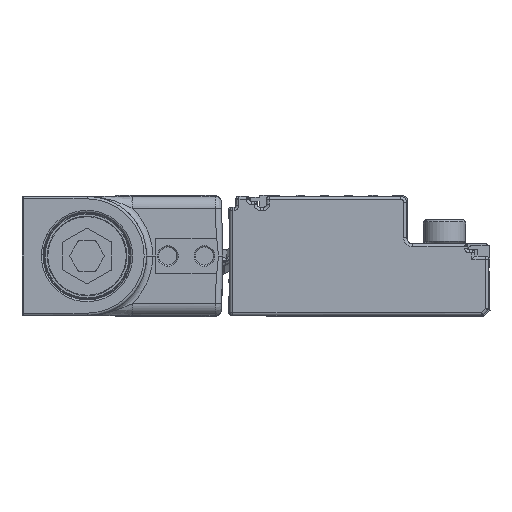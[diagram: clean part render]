
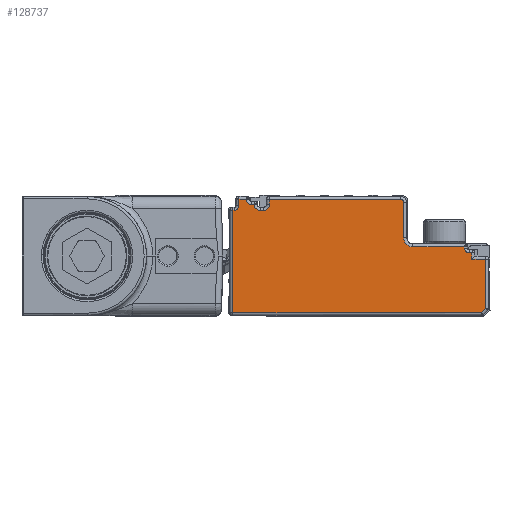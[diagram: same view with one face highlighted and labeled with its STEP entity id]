
A CAD part, left-side view. The second image highlights one B-rep face of the part: STEP entity #128737.
In plain terms, the highlighted planar face has unit normal (-1, 0, 0).
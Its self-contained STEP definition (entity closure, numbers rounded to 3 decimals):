
#128571=AXIS2_PLACEMENT_3D('Plane Axis2P3D',#128568,#128569,#128570) ;
#128591=AXIS2_PLACEMENT_3D('Circle Axis2P3D',#128589,#128590,$) ;
#128612=AXIS2_PLACEMENT_3D('Circle Axis2P3D',#128610,#128611,$) ;
#128626=AXIS2_PLACEMENT_3D('Circle Axis2P3D',#128624,#128625,$) ;
#128647=AXIS2_PLACEMENT_3D('Circle Axis2P3D',#128645,#128646,$) ;
#128661=AXIS2_PLACEMENT_3D('Circle Axis2P3D',#128659,#128660,$) ;
#128675=AXIS2_PLACEMENT_3D('Circle Axis2P3D',#128673,#128674,$) ;
#128696=AXIS2_PLACEMENT_3D('Circle Axis2P3D',#128694,#128695,$) ;
#127270=CARTESIAN_POINT('Vertex',(-178.,0.7,1.5)) ;
#127273=CARTESIAN_POINT('Line Origine',(-178.,0.7,2.)) ;
#127277=CARTESIAN_POINT('Vertex',(-178.,0.7,-6.593)) ;
#127339=CARTESIAN_POINT('Line Origine',(-178.,-1.246,-4.646)) ;
#127343=CARTESIAN_POINT('Vertex',(-178.,1.407,-7.3)) ;
#127381=CARTESIAN_POINT('Line Origine',(-178.,23.168,-7.3)) ;
#127385=CARTESIAN_POINT('Vertex',(-178.,42.3,-7.3)) ;
#127421=CARTESIAN_POINT('Line Origine',(-178.,42.3,2.)) ;
#127425=CARTESIAN_POINT('Vertex',(-178.,42.3,9.5)) ;
#128568=CARTESIAN_POINT('Axis2P3D Location',(-178.,0.2,-7.8)) ;
#128573=CARTESIAN_POINT('Line Origine',(-178.,3.,2.)) ;
#128577=CARTESIAN_POINT('Vertex',(-178.,3.,1.5)) ;
#128579=CARTESIAN_POINT('Vertex',(-178.,3.,2.5)) ;
#128582=CARTESIAN_POINT('Line Origine',(-178.,3.2,2.5)) ;
#128586=CARTESIAN_POINT('Vertex',(-178.,3.4,2.5)) ;
#128589=CARTESIAN_POINT('Axis2P3D Location',(-178.,3.4,3.3)) ;
#128593=CARTESIAN_POINT('Vertex',(-178.,4.2,3.3)) ;
#128596=CARTESIAN_POINT('Line Origine',(-178.,4.2,3.4)) ;
#128600=CARTESIAN_POINT('Vertex',(-178.,4.2,3.5)) ;
#128603=CARTESIAN_POINT('Line Origine',(-178.,8.45,3.5)) ;
#128607=CARTESIAN_POINT('Vertex',(-178.,12.7,3.5)) ;
#128610=CARTESIAN_POINT('Axis2P3D Location',(-178.,12.7,5.)) ;
#128614=CARTESIAN_POINT('Vertex',(-178.,14.2,5.)) ;
#128617=CARTESIAN_POINT('Line Origine',(-178.,14.2,7.9)) ;
#128621=CARTESIAN_POINT('Vertex',(-178.,14.2,10.8)) ;
#128624=CARTESIAN_POINT('Axis2P3D Location',(-178.,14.7,10.8)) ;
#128628=CARTESIAN_POINT('Vertex',(-178.,14.7,11.3)) ;
#128631=CARTESIAN_POINT('Line Origine',(-178.,25.5,11.3)) ;
#128635=CARTESIAN_POINT('Vertex',(-178.,36.3,11.3)) ;
#128638=CARTESIAN_POINT('Line Origine',(-178.,36.3,10.9)) ;
#128642=CARTESIAN_POINT('Vertex',(-178.,36.3,10.5)) ;
#128645=CARTESIAN_POINT('Axis2P3D Location',(-178.,37.3,10.5)) ;
#128649=CARTESIAN_POINT('Vertex',(-178.,37.3,9.5)) ;
#128652=CARTESIAN_POINT('Line Origine',(-178.,37.55,9.5)) ;
#128656=CARTESIAN_POINT('Vertex',(-178.,37.8,9.5)) ;
#128659=CARTESIAN_POINT('Axis2P3D Location',(-178.,37.8,10.5)) ;
#128663=CARTESIAN_POINT('Vertex',(-178.,38.8,10.5)) ;
#128666=CARTESIAN_POINT('Line Origine',(-178.,39.05,10.5)) ;
#128670=CARTESIAN_POINT('Vertex',(-178.,39.3,10.5)) ;
#128673=CARTESIAN_POINT('Axis2P3D Location',(-178.,39.3,11.3)) ;
#128677=CARTESIAN_POINT('Vertex',(-178.,40.1,11.3)) ;
#128680=CARTESIAN_POINT('Line Origine',(-178.,40.7,11.3)) ;
#128684=CARTESIAN_POINT('Vertex',(-178.,41.3,11.3)) ;
#128687=CARTESIAN_POINT('Line Origine',(-178.,41.3,10.8)) ;
#128691=CARTESIAN_POINT('Vertex',(-178.,41.3,10.3)) ;
#128694=CARTESIAN_POINT('Axis2P3D Location',(-178.,42.1,10.3)) ;
#128698=CARTESIAN_POINT('Vertex',(-178.,42.1,9.5)) ;
#128701=CARTESIAN_POINT('Line Origine',(-178.,42.2,9.5)) ;
#128706=CARTESIAN_POINT('Line Origine',(-178.,1.85,1.5)) ;
#127274=DIRECTION('Vector Direction',(0.,0.,-1.)) ;
#127340=DIRECTION('Vector Direction',(0.,0.707,-0.707)) ;
#127382=DIRECTION('Vector Direction',(0.,1.,0.)) ;
#127422=DIRECTION('Vector Direction',(0.,0.,1.)) ;
#128569=DIRECTION('Axis2P3D Direction',(-1.,0.,0.)) ;
#128570=DIRECTION('Axis2P3D XDirection',(0.,0.,1.)) ;
#128574=DIRECTION('Vector Direction',(0.,0.,1.)) ;
#128583=DIRECTION('Vector Direction',(0.,1.,0.)) ;
#128590=DIRECTION('Axis2P3D Direction',(-1.,0.,0.)) ;
#128597=DIRECTION('Vector Direction',(0.,0.,-1.)) ;
#128604=DIRECTION('Vector Direction',(0.,1.,0.)) ;
#128611=DIRECTION('Axis2P3D Direction',(-1.,0.,0.)) ;
#128618=DIRECTION('Vector Direction',(0.,0.,1.)) ;
#128625=DIRECTION('Axis2P3D Direction',(-1.,0.,0.)) ;
#128632=DIRECTION('Vector Direction',(0.,1.,0.)) ;
#128639=DIRECTION('Vector Direction',(0.,0.,-1.)) ;
#128646=DIRECTION('Axis2P3D Direction',(-1.,0.,0.)) ;
#128653=DIRECTION('Vector Direction',(0.,1.,0.)) ;
#128660=DIRECTION('Axis2P3D Direction',(-1.,0.,0.)) ;
#128667=DIRECTION('Vector Direction',(0.,-1.,0.)) ;
#128674=DIRECTION('Axis2P3D Direction',(-1.,0.,0.)) ;
#128681=DIRECTION('Vector Direction',(0.,1.,0.)) ;
#128688=DIRECTION('Vector Direction',(0.,0.,-1.)) ;
#128695=DIRECTION('Axis2P3D Direction',(-1.,0.,0.)) ;
#128702=DIRECTION('Vector Direction',(0.,1.,0.)) ;
#128707=DIRECTION('Vector Direction',(0.,1.,0.)) ;
#127275=VECTOR('Line Direction',#127274,1.) ;
#127341=VECTOR('Line Direction',#127340,1.) ;
#127383=VECTOR('Line Direction',#127382,1.) ;
#127423=VECTOR('Line Direction',#127422,1.) ;
#128575=VECTOR('Line Direction',#128574,1.) ;
#128584=VECTOR('Line Direction',#128583,1.) ;
#128598=VECTOR('Line Direction',#128597,1.) ;
#128605=VECTOR('Line Direction',#128604,1.) ;
#128619=VECTOR('Line Direction',#128618,1.) ;
#128633=VECTOR('Line Direction',#128632,1.) ;
#128640=VECTOR('Line Direction',#128639,1.) ;
#128654=VECTOR('Line Direction',#128653,1.) ;
#128668=VECTOR('Line Direction',#128667,1.) ;
#128682=VECTOR('Line Direction',#128681,1.) ;
#128689=VECTOR('Line Direction',#128688,1.) ;
#128703=VECTOR('Line Direction',#128702,1.) ;
#128708=VECTOR('Line Direction',#128707,1.) ;
#128712=ORIENTED_EDGE('',*,*,#128581,.T.) ;
#128713=ORIENTED_EDGE('',*,*,#128588,.T.) ;
#128714=ORIENTED_EDGE('',*,*,#128595,.T.) ;
#128715=ORIENTED_EDGE('',*,*,#128602,.T.) ;
#128716=ORIENTED_EDGE('',*,*,#128609,.T.) ;
#128717=ORIENTED_EDGE('',*,*,#128616,.T.) ;
#128718=ORIENTED_EDGE('',*,*,#128623,.T.) ;
#128719=ORIENTED_EDGE('',*,*,#128630,.T.) ;
#128720=ORIENTED_EDGE('',*,*,#128637,.T.) ;
#128721=ORIENTED_EDGE('',*,*,#128644,.T.) ;
#128722=ORIENTED_EDGE('',*,*,#128651,.T.) ;
#128723=ORIENTED_EDGE('',*,*,#128658,.T.) ;
#128724=ORIENTED_EDGE('',*,*,#128665,.T.) ;
#128725=ORIENTED_EDGE('',*,*,#128672,.T.) ;
#128726=ORIENTED_EDGE('',*,*,#128679,.T.) ;
#128727=ORIENTED_EDGE('',*,*,#128686,.T.) ;
#128728=ORIENTED_EDGE('',*,*,#128693,.T.) ;
#128729=ORIENTED_EDGE('',*,*,#128700,.T.) ;
#128730=ORIENTED_EDGE('',*,*,#128705,.T.) ;
#128731=ORIENTED_EDGE('',*,*,#127427,.T.) ;
#128732=ORIENTED_EDGE('',*,*,#127387,.T.) ;
#128733=ORIENTED_EDGE('',*,*,#127345,.T.) ;
#128734=ORIENTED_EDGE('',*,*,#127279,.T.) ;
#128735=ORIENTED_EDGE('',*,*,#128710,.T.) ;
#128737=ADVANCED_FACE('\X2\FF8AFF9FFF70FF82\X0\ \X2\FF8EFF9EFF83FF9EFF68FF70\X0\',(#128736),#128572,.T.) ;
#128592=CIRCLE('generated circle',#128591,0.8) ;
#128613=CIRCLE('generated circle',#128612,1.5) ;
#128627=CIRCLE('generated circle',#128626,0.5) ;
#128648=CIRCLE('generated circle',#128647,1.) ;
#128662=CIRCLE('generated circle',#128661,1.) ;
#128676=CIRCLE('generated circle',#128675,0.8) ;
#128697=CIRCLE('generated circle',#128696,0.8) ;
#127279=EDGE_CURVE('',#127278,#127271,#127276,.F.) ;
#127345=EDGE_CURVE('',#127344,#127278,#127342,.F.) ;
#127387=EDGE_CURVE('',#127386,#127344,#127384,.F.) ;
#127427=EDGE_CURVE('',#127426,#127386,#127424,.F.) ;
#128581=EDGE_CURVE('',#128578,#128580,#128576,.T.) ;
#128588=EDGE_CURVE('',#128580,#128587,#128585,.T.) ;
#128595=EDGE_CURVE('',#128587,#128594,#128592,.F.) ;
#128602=EDGE_CURVE('',#128594,#128601,#128599,.F.) ;
#128609=EDGE_CURVE('',#128601,#128608,#128606,.T.) ;
#128616=EDGE_CURVE('',#128608,#128615,#128613,.F.) ;
#128623=EDGE_CURVE('',#128615,#128622,#128620,.T.) ;
#128630=EDGE_CURVE('',#128622,#128629,#128627,.T.) ;
#128637=EDGE_CURVE('',#128629,#128636,#128634,.T.) ;
#128644=EDGE_CURVE('',#128636,#128643,#128641,.T.) ;
#128651=EDGE_CURVE('',#128643,#128650,#128648,.F.) ;
#128658=EDGE_CURVE('',#128650,#128657,#128655,.T.) ;
#128665=EDGE_CURVE('',#128657,#128664,#128662,.F.) ;
#128672=EDGE_CURVE('',#128664,#128671,#128669,.F.) ;
#128679=EDGE_CURVE('',#128671,#128678,#128676,.F.) ;
#128686=EDGE_CURVE('',#128678,#128685,#128683,.T.) ;
#128693=EDGE_CURVE('',#128685,#128692,#128690,.T.) ;
#128700=EDGE_CURVE('',#128692,#128699,#128697,.F.) ;
#128705=EDGE_CURVE('',#128699,#127426,#128704,.T.) ;
#128710=EDGE_CURVE('',#127271,#128578,#128709,.T.) ;
#128711=EDGE_LOOP('',(#128712,#128713,#128714,#128715,#128716,#128717,#128718,#128719,#128720,#128721,#128722,#128723,#128724,#128725,#128726,#128727,#128728,#128729,#128730,#128731,#128732,#128733,#128734,#128735)) ;
#128736=FACE_OUTER_BOUND('',#128711,.T.) ;
#127276=LINE('Line',#127273,#127275) ;
#127342=LINE('Line',#127339,#127341) ;
#127384=LINE('Line',#127381,#127383) ;
#127424=LINE('Line',#127421,#127423) ;
#128576=LINE('Line',#128573,#128575) ;
#128585=LINE('Line',#128582,#128584) ;
#128599=LINE('Line',#128596,#128598) ;
#128606=LINE('Line',#128603,#128605) ;
#128620=LINE('Line',#128617,#128619) ;
#128634=LINE('Line',#128631,#128633) ;
#128641=LINE('Line',#128638,#128640) ;
#128655=LINE('Line',#128652,#128654) ;
#128669=LINE('Line',#128666,#128668) ;
#128683=LINE('Line',#128680,#128682) ;
#128690=LINE('Line',#128687,#128689) ;
#128704=LINE('Line',#128701,#128703) ;
#128709=LINE('Line',#128706,#128708) ;
#128572=PLANE('',#128571) ;
#127271=VERTEX_POINT('',#127270) ;
#127278=VERTEX_POINT('',#127277) ;
#127344=VERTEX_POINT('',#127343) ;
#127386=VERTEX_POINT('',#127385) ;
#127426=VERTEX_POINT('',#127425) ;
#128578=VERTEX_POINT('',#128577) ;
#128580=VERTEX_POINT('',#128579) ;
#128587=VERTEX_POINT('',#128586) ;
#128594=VERTEX_POINT('',#128593) ;
#128601=VERTEX_POINT('',#128600) ;
#128608=VERTEX_POINT('',#128607) ;
#128615=VERTEX_POINT('',#128614) ;
#128622=VERTEX_POINT('',#128621) ;
#128629=VERTEX_POINT('',#128628) ;
#128636=VERTEX_POINT('',#128635) ;
#128643=VERTEX_POINT('',#128642) ;
#128650=VERTEX_POINT('',#128649) ;
#128657=VERTEX_POINT('',#128656) ;
#128664=VERTEX_POINT('',#128663) ;
#128671=VERTEX_POINT('',#128670) ;
#128678=VERTEX_POINT('',#128677) ;
#128685=VERTEX_POINT('',#128684) ;
#128692=VERTEX_POINT('',#128691) ;
#128699=VERTEX_POINT('',#128698) ;
